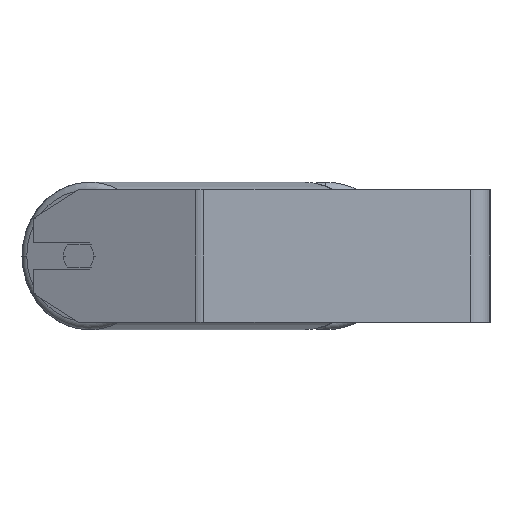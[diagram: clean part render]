
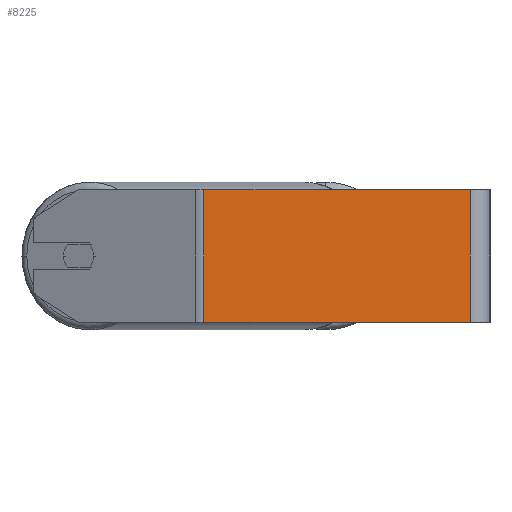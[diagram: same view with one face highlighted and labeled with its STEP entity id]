
A CAD part, left-side view. The second image highlights one B-rep face of the part: STEP entity #8225.
In plain terms, the highlighted planar face has unit normal (-1, 0, 0).
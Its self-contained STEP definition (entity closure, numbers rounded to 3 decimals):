
#378 = DIRECTION ( 'NONE',  ( 1., 0., 0. ) ) ;
#513 = EDGE_CURVE ( 'NONE', #1716, #7078, #2920, .T. ) ;
#681 = ORIENTED_EDGE ( 'NONE', *, *, #2785, .T. ) ;
#906 = VECTOR ( 'NONE', #6962, 1000. ) ;
#1044 = CARTESIAN_POINT ( 'NONE',  ( -525., 174.957, 40. ) ) ;
#1129 = CARTESIAN_POINT ( 'NONE',  ( -525., 12., 40. ) ) ;
#1215 = CARTESIAN_POINT ( 'NONE',  ( -525., 172.297, 40. ) ) ;
#1264 = CARTESIAN_POINT ( 'NONE',  ( -525., 174.957, -40. ) ) ;
#1302 = LINE ( 'NONE', #4798, #3245 ) ;
#1716 = VERTEX_POINT ( 'NONE', #1129 ) ;
#1789 = VERTEX_POINT ( 'NONE', #1923 ) ;
#1827 = ORIENTED_EDGE ( 'NONE', *, *, #7705, .T. ) ;
#1923 = CARTESIAN_POINT ( 'NONE',  ( -525., 172.297, -40. ) ) ;
#2398 = AXIS2_PLACEMENT_3D ( 'NONE', #1044, #378, #5695 ) ;
#2785 = EDGE_CURVE ( 'NONE', #3185, #1789, #5251, .T. ) ;
#2920 = LINE ( 'NONE', #3102, #906 ) ;
#3102 = CARTESIAN_POINT ( 'NONE',  ( -525., 12., 40. ) ) ;
#3168 = FACE_OUTER_BOUND ( 'NONE', #4524, .T. ) ;
#3185 = VERTEX_POINT ( 'NONE', #4440 ) ;
#3245 = VECTOR ( 'NONE', #4043, 1000. ) ;
#4043 = DIRECTION ( 'NONE',  ( 0., -1., 0. ) ) ;
#4440 = CARTESIAN_POINT ( 'NONE',  ( -525., 172.297, 40. ) ) ;
#4524 = EDGE_LOOP ( 'NONE', ( #1827, #6606, #6694, #681 ) ) ;
#4798 = CARTESIAN_POINT ( 'NONE',  ( -525., 174.957, 40. ) ) ;
#5251 = LINE ( 'NONE', #1215, #7580 ) ;
#5695 = DIRECTION ( 'NONE',  ( 0., 1., 0. ) ) ;
#6495 = DIRECTION ( 'NONE',  ( 0., 0., -1. ) ) ;
#6538 = PLANE ( 'NONE',  #2398 ) ;
#6606 = ORIENTED_EDGE ( 'NONE', *, *, #513, .F. ) ;
#6623 = EDGE_CURVE ( 'NONE', #3185, #1716, #1302, .T. ) ;
#6694 = ORIENTED_EDGE ( 'NONE', *, *, #6623, .F. ) ;
#6962 = DIRECTION ( 'NONE',  ( 0., 0., -1. ) ) ;
#7078 = VERTEX_POINT ( 'NONE', #7613 ) ;
#7228 = VECTOR ( 'NONE', #7990, 1000. ) ;
#7580 = VECTOR ( 'NONE', #6495, 1000. ) ;
#7613 = CARTESIAN_POINT ( 'NONE',  ( -525., 12., -40. ) ) ;
#7705 = EDGE_CURVE ( 'NONE', #1789, #7078, #8528, .T. ) ;
#7990 = DIRECTION ( 'NONE',  ( 0., -1., 0. ) ) ;
#8225 = ADVANCED_FACE ( 'NONE', ( #3168 ), #6538, .F. ) ;
#8528 = LINE ( 'NONE', #1264, #7228 ) ;
